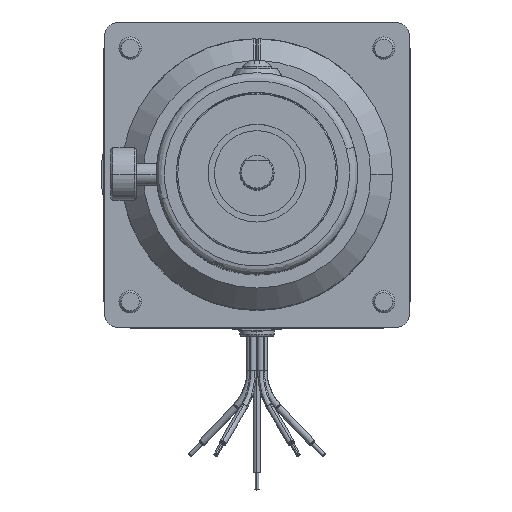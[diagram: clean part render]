
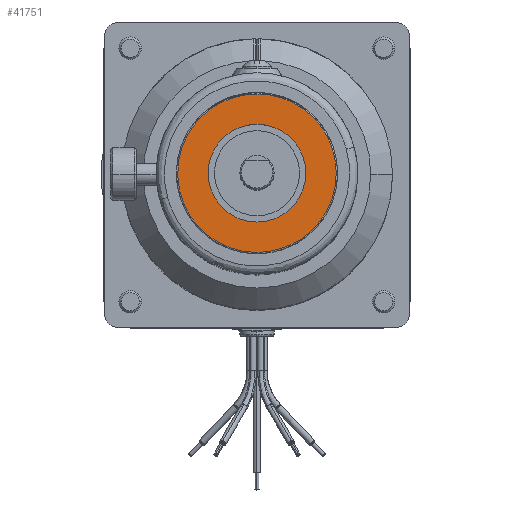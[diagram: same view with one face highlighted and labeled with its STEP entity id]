
A CAD part, top view. The second image highlights one B-rep face of the part: STEP entity #41751.
In plain terms, the highlighted planar face has unit normal (0, 0, 1).
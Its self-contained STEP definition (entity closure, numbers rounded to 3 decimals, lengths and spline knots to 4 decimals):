
#1395 =( BOUNDED_CURVE ( )  B_SPLINE_CURVE ( 3, ( #13646, #13641, #13640, #13647 ),
 .UNSPECIFIED., .F., .F. ) 
 B_SPLINE_CURVE_WITH_KNOTS ( ( 4, 4 ),
 ( 0.5, 1. ),
 .UNSPECIFIED. ) 
 CURVE ( )  GEOMETRIC_REPRESENTATION_ITEM ( )  RATIONAL_B_SPLINE_CURVE ( ( 1., 0.333, 0.333, 1. ) ) 
 REPRESENTATION_ITEM ( '' )  );
#5533 = CARTESIAN_POINT ( 'NONE',  ( 0., 0., 0. ) ) ;
#5534 = DIRECTION ( 'NONE',  ( 0., 0., -1. ) ) ;
#5535 = DIRECTION ( 'NONE',  ( -1., 0., 0. ) ) ;
#6957 =( BOUNDED_CURVE ( )  B_SPLINE_CURVE ( 3, ( #39397, #39404, #39408, #39409 ),
 .UNSPECIFIED., .F., .F. ) 
 B_SPLINE_CURVE_WITH_KNOTS ( ( 4, 4 ),
 ( 0., 0.5 ),
 .UNSPECIFIED. ) 
 CURVE ( )  GEOMETRIC_REPRESENTATION_ITEM ( )  RATIONAL_B_SPLINE_CURVE ( ( 1., 0.333, 0.333, 1. ) ) 
 REPRESENTATION_ITEM ( '' )  );
#13640 = CARTESIAN_POINT ( 'NONE',  ( 1.4732, 2.9464, 0. ) ) ;
#13641 = CARTESIAN_POINT ( 'NONE',  ( -1.4732, 2.9464, 0. ) ) ;
#13646 = CARTESIAN_POINT ( 'NONE',  ( -1.4732, 0., 0. ) ) ;
#13647 = CARTESIAN_POINT ( 'NONE',  ( 1.4732, 0., 0. ) ) ;
#14223 = VERTEX_POINT ( 'NONE', #36065 ) ;
#14718 = VERTEX_POINT ( 'NONE', #36021 ) ;
#15365 = CARTESIAN_POINT ( 'NONE',  ( 0.8522, 0., 0. ) ) ;
#15368 = PLANE ( 'NONE',  #66913 ) ;
#15370 = DIRECTION ( 'NONE',  ( 0., 0., 1. ) ) ;
#15371 = DIRECTION ( 'NONE',  ( 1., 0., 0. ) ) ;
#20077 = CIRCLE ( 'NONE', #41678, 0.908 ) ;
#23885 = AXIS2_PLACEMENT_3D ( 'NONE', #55675, #55677, #55680 ) ;
#29918 = EDGE_CURVE ( 'NONE', #14223, #14718, #35442, .T. ) ;
#34808 = CARTESIAN_POINT ( 'NONE',  ( 1.4732, 0., 0. ) ) ;
#34934 = CARTESIAN_POINT ( 'NONE',  ( -1.4732, 0., 0. ) ) ;
#35442 = CIRCLE ( 'NONE', #23885, 0.908 ) ;
#36021 = CARTESIAN_POINT ( 'NONE',  ( -0.908, 0., 0. ) ) ;
#36065 = CARTESIAN_POINT ( 'NONE',  ( 0.908, 0., 0. ) ) ;
#37231 = EDGE_CURVE ( 'NONE', #14718, #14223, #20077, .T. ) ;
#37522 = EDGE_CURVE ( 'NONE', #51188, #51120, #1395, .T. ) ;
#39397 = CARTESIAN_POINT ( 'NONE',  ( 1.4732, 0., 0. ) ) ;
#39404 = CARTESIAN_POINT ( 'NONE',  ( 1.4732, -2.9464, 0. ) ) ;
#39408 = CARTESIAN_POINT ( 'NONE',  ( -1.4732, -2.9464, 0. ) ) ;
#39409 = CARTESIAN_POINT ( 'NONE',  ( -1.4732, 0., 0. ) ) ;
#41678 = AXIS2_PLACEMENT_3D ( 'NONE', #5533, #5534, #5535 ) ;
#41751 = ADVANCED_FACE ( 'NONE', ( #42880, #42889 ), #15368, .T. ) ;
#42880 = FACE_OUTER_BOUND ( 'NONE', #51536, .T. ) ;
#42889 = FACE_BOUND ( 'NONE', #51319, .T. ) ;
#50755 = ORIENTED_EDGE ( 'NONE', *, *, #29918, .T. ) ;
#50851 = ORIENTED_EDGE ( 'NONE', *, *, #37231, .T. ) ;
#51120 = VERTEX_POINT ( 'NONE', #34808 ) ;
#51188 = VERTEX_POINT ( 'NONE', #34934 ) ;
#51319 = EDGE_LOOP ( 'NONE', ( #50851, #50755 ) ) ;
#51536 = EDGE_LOOP ( 'NONE', ( #61085, #61241 ) ) ;
#55675 = CARTESIAN_POINT ( 'NONE',  ( 0., 0., 0. ) ) ;
#55677 = DIRECTION ( 'NONE',  ( 0., 0., -1. ) ) ;
#55680 = DIRECTION ( 'NONE',  ( -1., 0., 0. ) ) ;
#61085 = ORIENTED_EDGE ( 'NONE', *, *, #61439, .F. ) ;
#61241 = ORIENTED_EDGE ( 'NONE', *, *, #37522, .F. ) ;
#61439 = EDGE_CURVE ( 'NONE', #51120, #51188, #6957, .T. ) ;
#66913 = AXIS2_PLACEMENT_3D ( 'NONE', #15365, #15370, #15371 ) ;
